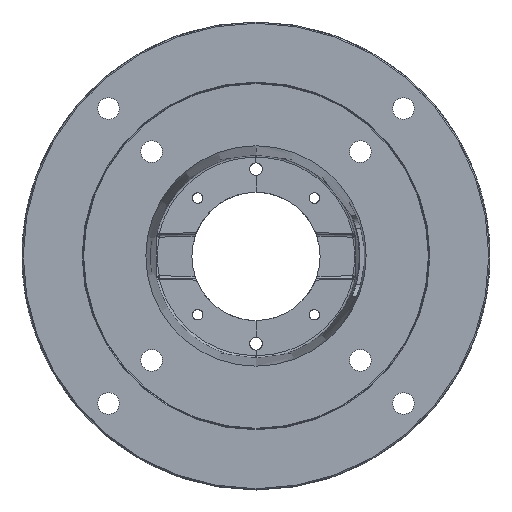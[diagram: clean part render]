
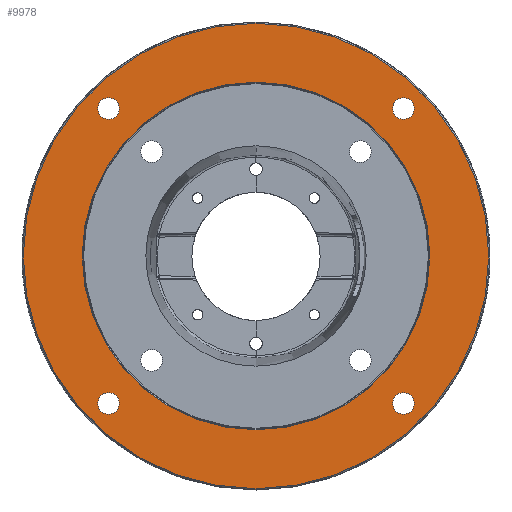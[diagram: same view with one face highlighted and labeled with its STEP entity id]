
A CAD part, top view. The second image highlights one B-rep face of the part: STEP entity #9978.
In plain terms, the highlighted planar face has unit normal (0, 0, 1).
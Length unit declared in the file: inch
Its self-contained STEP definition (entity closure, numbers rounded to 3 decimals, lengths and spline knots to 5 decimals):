
#35=CARTESIAN_POINT('',(0.,0.,-0.08));
#36=DIRECTION('',(0.,0.,1.));
#37=DIRECTION('',(0.,1.,0.));
#38=AXIS2_PLACEMENT_3D('',#35,#36,#37);
#44=CARTESIAN_POINT('',(0.,0.,-0.08));
#45=DIRECTION('',(0.,0.,-1.));
#46=DIRECTION('',(0.,1.,0.));
#47=AXIS2_PLACEMENT_3D('',#44,#45,#46);
#622=CARTESIAN_POINT('',(-3.62392,3.62392,-0.08));
#623=DIRECTION('',(0.,0.,-1.));
#624=DIRECTION('',(-0.707,0.707,0.));
#625=AXIS2_PLACEMENT_3D('',#622,#623,#624);
#627=CARTESIAN_POINT('',(-3.62392,3.62392,-0.08));
#628=DIRECTION('',(0.,0.,-1.));
#629=DIRECTION('',(0.707,-0.707,0.));
#630=AXIS2_PLACEMENT_3D('',#627,#628,#629);
#632=CARTESIAN_POINT('',(-3.62392,-3.62392,-0.08));
#633=DIRECTION('',(0.,0.,-1.));
#634=DIRECTION('',(-0.707,-0.707,0.));
#635=AXIS2_PLACEMENT_3D('',#632,#633,#634);
#637=CARTESIAN_POINT('',(-3.62392,-3.62392,-0.08));
#638=DIRECTION('',(0.,0.,-1.));
#639=DIRECTION('',(0.707,0.707,0.));
#640=AXIS2_PLACEMENT_3D('',#637,#638,#639);
#642=CARTESIAN_POINT('',(3.62392,-3.62392,-0.08));
#643=DIRECTION('',(0.,0.,-1.));
#644=DIRECTION('',(0.707,-0.707,0.));
#645=AXIS2_PLACEMENT_3D('',#642,#643,#644);
#647=CARTESIAN_POINT('',(3.62392,-3.62392,-0.08));
#648=DIRECTION('',(0.,0.,-1.));
#649=DIRECTION('',(-0.707,0.707,0.));
#650=AXIS2_PLACEMENT_3D('',#647,#648,#649);
#652=CARTESIAN_POINT('',(3.62392,3.62392,-0.08));
#653=DIRECTION('',(0.,0.,-1.));
#654=DIRECTION('',(0.707,0.707,0.));
#655=AXIS2_PLACEMENT_3D('',#652,#653,#654);
#657=CARTESIAN_POINT('',(3.62392,3.62392,-0.08));
#658=DIRECTION('',(0.,0.,-1.));
#659=DIRECTION('',(-0.707,-0.707,0.));
#660=AXIS2_PLACEMENT_3D('',#657,#658,#659);
#662=CARTESIAN_POINT('',(0.,0.,-0.08));
#663=DIRECTION('',(0.,0.,1.));
#664=DIRECTION('',(0.,1.,0.));
#665=AXIS2_PLACEMENT_3D('',#662,#663,#664);
#667=CARTESIAN_POINT('',(0.,0.,-0.08));
#668=DIRECTION('',(0.,0.,1.));
#669=DIRECTION('',(0.,-1.,0.));
#670=AXIS2_PLACEMENT_3D('',#667,#668,#669);
#8650=CARTESIAN_POINT('',(0.,5.72,-0.08));
#8651=CARTESIAN_POINT('',(0.,-5.72,-0.08));
#8652=VERTEX_POINT('',#8650);
#8653=VERTEX_POINT('',#8651);
#8674=CARTESIAN_POINT('',(-3.81131,3.81131,-0.08));
#8675=CARTESIAN_POINT('',(-3.43654,3.43654,-0.08));
#8676=VERTEX_POINT('',#8674);
#8677=VERTEX_POINT('',#8675);
#8718=CARTESIAN_POINT('',(-3.81131,-3.81131,-0.08));
#8719=CARTESIAN_POINT('',(-3.43654,-3.43654,-0.08));
#8720=VERTEX_POINT('',#8718);
#8721=VERTEX_POINT('',#8719);
#8726=CARTESIAN_POINT('',(3.81131,-3.81131,-0.08));
#8727=CARTESIAN_POINT('',(3.43654,-3.43654,-0.08));
#8728=VERTEX_POINT('',#8726);
#8729=VERTEX_POINT('',#8727);
#8734=CARTESIAN_POINT('',(3.81131,3.81131,-0.08));
#8735=CARTESIAN_POINT('',(3.43654,3.43654,-0.08));
#8736=VERTEX_POINT('',#8734);
#8737=VERTEX_POINT('',#8735);
#8754=CARTESIAN_POINT('',(0.,4.271,-0.08));
#8755=CARTESIAN_POINT('',(0.,-4.271,-0.08));
#8756=VERTEX_POINT('',#8754);
#8757=VERTEX_POINT('',#8755);
#9940=CARTESIAN_POINT('',(0.,0.,-0.08));
#9941=DIRECTION('',(0.,0.,1.));
#9942=DIRECTION('',(0.,1.,0.));
#9943=AXIS2_PLACEMENT_3D('',#9940,#9941,#9942);
#9944=PLANE('',#9943);
#9945=ORIENTED_EDGE('',*,*,#8933,.T.);
#9946=ORIENTED_EDGE('',*,*,#8918,.F.);
#9947=EDGE_LOOP('',(#9945,#9946));
#9948=FACE_OUTER_BOUND('',#9947,.F.);
#9950=ORIENTED_EDGE('',*,*,#9949,.F.);
#9952=ORIENTED_EDGE('',*,*,#9951,.F.);
#9953=EDGE_LOOP('',(#9950,#9952));
#9954=FACE_BOUND('',#9953,.F.);
#9956=ORIENTED_EDGE('',*,*,#9955,.F.);
#9958=ORIENTED_EDGE('',*,*,#9957,.F.);
#9959=EDGE_LOOP('',(#9956,#9958));
#9960=FACE_BOUND('',#9959,.F.);
#9962=ORIENTED_EDGE('',*,*,#9961,.F.);
#9964=ORIENTED_EDGE('',*,*,#9963,.F.);
#9965=EDGE_LOOP('',(#9962,#9964));
#9966=FACE_BOUND('',#9965,.F.);
#9968=ORIENTED_EDGE('',*,*,#9967,.F.);
#9970=ORIENTED_EDGE('',*,*,#9969,.F.);
#9971=EDGE_LOOP('',(#9968,#9970));
#9972=FACE_BOUND('',#9971,.F.);
#9974=ORIENTED_EDGE('',*,*,#9973,.T.);
#9975=ORIENTED_EDGE('',*,*,#9930,.T.);
#9976=EDGE_LOOP('',(#9974,#9975));
#9977=FACE_BOUND('',#9976,.F.);
#9978=ADVANCED_FACE('',(#9948,#9954,#9960,#9966,#9972,#9977),#9944,.T.);
#39=CIRCLE('',#38,5.72);
#48=CIRCLE('',#47,5.72);
#626=CIRCLE('',#625,0.265);
#631=CIRCLE('',#630,0.265);
#636=CIRCLE('',#635,0.265);
#641=CIRCLE('',#640,0.265);
#646=CIRCLE('',#645,0.265);
#651=CIRCLE('',#650,0.265);
#656=CIRCLE('',#655,0.265);
#661=CIRCLE('',#660,0.265);
#666=CIRCLE('',#665,4.271);
#671=CIRCLE('',#670,4.271);
#8918=EDGE_CURVE('',#8652,#8653,#39,.T.);
#8933=EDGE_CURVE('',#8652,#8653,#48,.T.);
#9930=EDGE_CURVE('',#8757,#8756,#671,.T.);
#9949=EDGE_CURVE('',#8676,#8677,#626,.T.);
#9951=EDGE_CURVE('',#8677,#8676,#631,.T.);
#9955=EDGE_CURVE('',#8720,#8721,#636,.T.);
#9957=EDGE_CURVE('',#8721,#8720,#641,.T.);
#9961=EDGE_CURVE('',#8728,#8729,#646,.T.);
#9963=EDGE_CURVE('',#8729,#8728,#651,.T.);
#9967=EDGE_CURVE('',#8736,#8737,#656,.T.);
#9969=EDGE_CURVE('',#8737,#8736,#661,.T.);
#9973=EDGE_CURVE('',#8756,#8757,#666,.T.);
